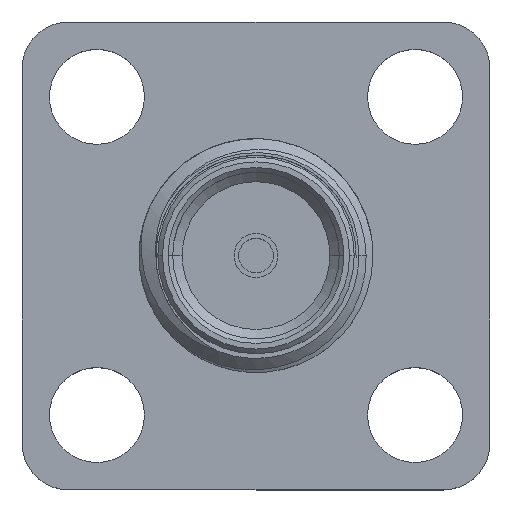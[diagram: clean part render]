
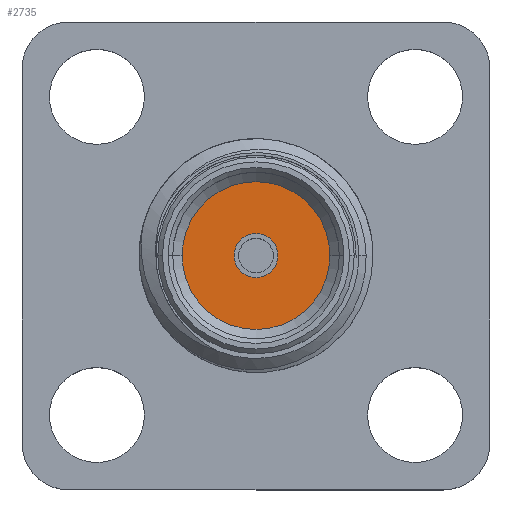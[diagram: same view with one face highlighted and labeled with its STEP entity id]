
A CAD part, top view. The second image highlights one B-rep face of the part: STEP entity #2735.
In plain terms, the highlighted planar face has unit normal (0, 0, 1).
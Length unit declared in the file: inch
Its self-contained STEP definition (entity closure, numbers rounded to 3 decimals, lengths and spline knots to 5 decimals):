
#114 = CARTESIAN_POINT ( 'NONE',  ( 0., 0., 0.265 ) ) ;
#140 = DIRECTION ( 'NONE',  ( 0., 0., 1. ) ) ;
#186 = DIRECTION ( 'NONE',  ( 1., 0., 0. ) ) ;
#337 = EDGE_CURVE ( 'NONE', #1492, #1861, #1428, .T. ) ;
#367 = DIRECTION ( 'NONE',  ( 1., 0., 0. ) ) ;
#404 = EDGE_CURVE ( 'NONE', #1861, #1492, #2179, .T. ) ;
#440 = CARTESIAN_POINT ( 'NONE',  ( 0., 0., 0.265 ) ) ;
#444 = PLANE ( 'NONE',  #706 ) ;
#470 = ORIENTED_EDGE ( 'NONE', *, *, #404, .F. ) ;
#539 = DIRECTION ( 'NONE',  ( 0., 0., 1. ) ) ;
#581 = EDGE_LOOP ( 'NONE', ( #1752, #1908 ) ) ;
#684 = CARTESIAN_POINT ( 'NONE',  ( 0., 0., 0.265 ) ) ;
#706 = AXIS2_PLACEMENT_3D ( 'NONE', #684, #2669, #186 ) ;
#770 = CARTESIAN_POINT ( 'NONE',  ( 0., 0., 0.265 ) ) ;
#1024 = CARTESIAN_POINT ( 'NONE',  ( -0.079, 0., 0.265 ) ) ;
#1125 = DIRECTION ( 'NONE',  ( 1., 0., 0. ) ) ;
#1197 = DIRECTION ( 'NONE',  ( 1., 0., 0. ) ) ;
#1317 = CARTESIAN_POINT ( 'NONE',  ( 0., 0., 0.265 ) ) ;
#1365 = DIRECTION ( 'NONE',  ( 0., 0., 1. ) ) ;
#1384 = AXIS2_PLACEMENT_3D ( 'NONE', #770, #539, #3052 ) ;
#1428 = CIRCLE ( 'NONE', #1874, 0.0235 ) ;
#1492 = VERTEX_POINT ( 'NONE', #1872 ) ;
#1752 = ORIENTED_EDGE ( 'NONE', *, *, #3075, .T. ) ;
#1861 = VERTEX_POINT ( 'NONE', #2460 ) ;
#1872 = CARTESIAN_POINT ( 'NONE',  ( -0.0235, 0., 0.265 ) ) ;
#1874 = AXIS2_PLACEMENT_3D ( 'NONE', #114, #1365, #367 ) ;
#1908 = ORIENTED_EDGE ( 'NONE', *, *, #2840, .T. ) ;
#1980 = EDGE_LOOP ( 'NONE', ( #470, #3173 ) ) ;
#2179 = CIRCLE ( 'NONE', #3210, 0.0235 ) ;
#2195 = FACE_OUTER_BOUND ( 'NONE', #581, .T. ) ;
#2225 = CIRCLE ( 'NONE', #2971, 0.079 ) ;
#2460 = CARTESIAN_POINT ( 'NONE',  ( 0.0235, 0., 0.265 ) ) ;
#2669 = DIRECTION ( 'NONE',  ( 0., 0., 1. ) ) ;
#2735 = ADVANCED_FACE ( 'NONE', ( #2919, #2195 ), #444, .T. ) ;
#2808 = CIRCLE ( 'NONE', #1384, 0.079 ) ;
#2840 = EDGE_CURVE ( 'NONE', #2886, #3118, #2808, .T. ) ;
#2886 = VERTEX_POINT ( 'NONE', #1024 ) ;
#2913 = DIRECTION ( 'NONE',  ( 0., 0., 1. ) ) ;
#2919 = FACE_BOUND ( 'NONE', #1980, .T. ) ;
#2971 = AXIS2_PLACEMENT_3D ( 'NONE', #440, #2913, #1197 ) ;
#3052 = DIRECTION ( 'NONE',  ( 1., 0., 0. ) ) ;
#3075 = EDGE_CURVE ( 'NONE', #3118, #2886, #2225, .T. ) ;
#3118 = VERTEX_POINT ( 'NONE', #3165 ) ;
#3165 = CARTESIAN_POINT ( 'NONE',  ( 0.079, 0., 0.265 ) ) ;
#3173 = ORIENTED_EDGE ( 'NONE', *, *, #337, .F. ) ;
#3210 = AXIS2_PLACEMENT_3D ( 'NONE', #1317, #140, #1125 ) ;
